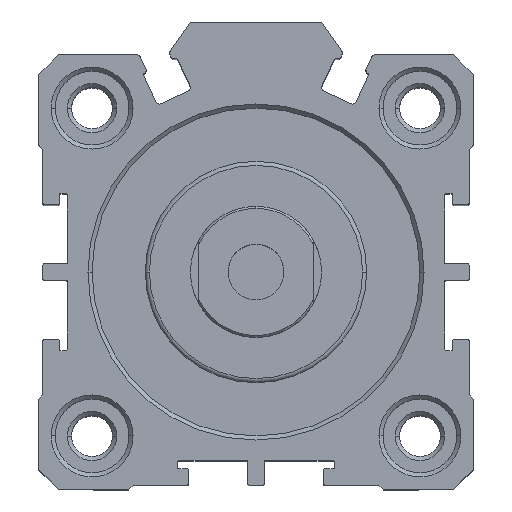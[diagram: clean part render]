
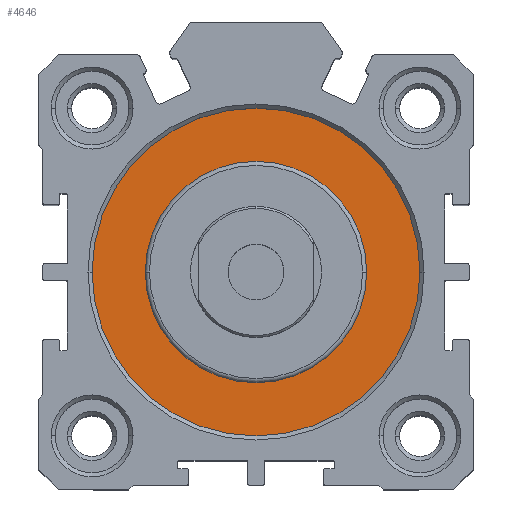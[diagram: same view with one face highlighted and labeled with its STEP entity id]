
A CAD part, top view. The second image highlights one B-rep face of the part: STEP entity #4646.
In plain terms, the highlighted planar face has unit normal (0, 0, 1).
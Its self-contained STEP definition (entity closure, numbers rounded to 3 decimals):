
#51 = DIRECTION ( 'NONE',  ( 1., 0., 0. ) ) ;
#159 = CARTESIAN_POINT ( 'NONE',  ( -20., 0., 23.7 ) ) ;
#494 = CARTESIAN_POINT ( 'NONE',  ( -13.5, 0., 23.7 ) ) ;
#536 = AXIS2_PLACEMENT_3D ( 'NONE', #1158, #7944, #2422 ) ;
#595 = VERTEX_POINT ( 'NONE', #6086 ) ;
#660 = AXIS2_PLACEMENT_3D ( 'NONE', #7470, #3783, #51 ) ;
#735 = DIRECTION ( 'NONE',  ( 0., 0., 1. ) ) ;
#736 = ORIENTED_EDGE ( 'NONE', *, *, #3585, .T. ) ;
#898 = AXIS2_PLACEMENT_3D ( 'NONE', #2769, #7062, #3380 ) ;
#1045 = EDGE_LOOP ( 'NONE', ( #6903, #736 ) ) ;
#1124 = VERTEX_POINT ( 'NONE', #494 ) ;
#1158 = CARTESIAN_POINT ( 'NONE',  ( 0., 0., 23.7 ) ) ;
#1795 = PLANE ( 'NONE',  #536 ) ;
#2139 = CIRCLE ( 'NONE', #660, 13.5 ) ;
#2308 = ORIENTED_EDGE ( 'NONE', *, *, #3149, .F. ) ;
#2422 = DIRECTION ( 'NONE',  ( 1., 0., 0. ) ) ;
#2490 = DIRECTION ( 'NONE',  ( 0., 0., 1. ) ) ;
#2769 = CARTESIAN_POINT ( 'NONE',  ( 0., 0., 23.7 ) ) ;
#3133 = ORIENTED_EDGE ( 'NONE', *, *, #7145, .F. ) ;
#3149 = EDGE_CURVE ( 'NONE', #1124, #4774, #6950, .T. ) ;
#3380 = DIRECTION ( 'NONE',  ( 1., 0., 0. ) ) ;
#3585 = EDGE_CURVE ( 'NONE', #7766, #595, #7129, .T. ) ;
#3720 = CIRCLE ( 'NONE', #6249, 20. ) ;
#3783 = DIRECTION ( 'NONE',  ( 0., 0., 1. ) ) ;
#4015 = FACE_OUTER_BOUND ( 'NONE', #1045, .T. ) ;
#4369 = CARTESIAN_POINT ( 'NONE',  ( 13.5, 0., 23.7 ) ) ;
#4441 = EDGE_CURVE ( 'NONE', #595, #7766, #3720, .T. ) ;
#4464 = CARTESIAN_POINT ( 'NONE',  ( 0., 0., 23.7 ) ) ;
#4646 = ADVANCED_FACE ( 'NONE', ( #6893, #4015 ), #1795, .T. ) ;
#4774 = VERTEX_POINT ( 'NONE', #4369 ) ;
#5084 = DIRECTION ( 'NONE',  ( 1., 0., 0. ) ) ;
#5511 = AXIS2_PLACEMENT_3D ( 'NONE', #4464, #735, #5084 ) ;
#6086 = CARTESIAN_POINT ( 'NONE',  ( 20., 0., 23.7 ) ) ;
#6177 = CARTESIAN_POINT ( 'NONE',  ( 0., 0., 23.7 ) ) ;
#6249 = AXIS2_PLACEMENT_3D ( 'NONE', #6177, #2490, #6793 ) ;
#6793 = DIRECTION ( 'NONE',  ( 1., 0., 0. ) ) ;
#6893 = FACE_BOUND ( 'NONE', #7804, .T. ) ;
#6903 = ORIENTED_EDGE ( 'NONE', *, *, #4441, .T. ) ;
#6950 = CIRCLE ( 'NONE', #5511, 13.5 ) ;
#7062 = DIRECTION ( 'NONE',  ( 0., 0., 1. ) ) ;
#7129 = CIRCLE ( 'NONE', #898, 20. ) ;
#7145 = EDGE_CURVE ( 'NONE', #4774, #1124, #2139, .T. ) ;
#7470 = CARTESIAN_POINT ( 'NONE',  ( 0., 0., 23.7 ) ) ;
#7766 = VERTEX_POINT ( 'NONE', #159 ) ;
#7804 = EDGE_LOOP ( 'NONE', ( #2308, #3133 ) ) ;
#7944 = DIRECTION ( 'NONE',  ( 0., 0., 1. ) ) ;
